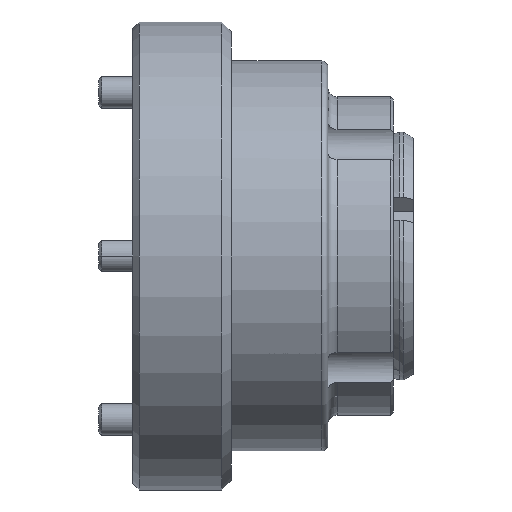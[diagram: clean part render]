
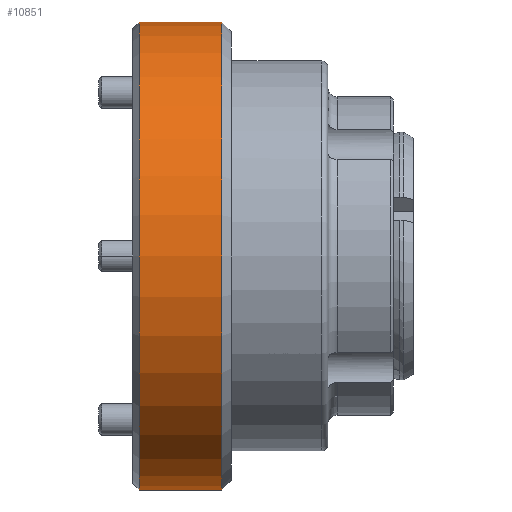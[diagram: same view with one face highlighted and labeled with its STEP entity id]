
A CAD part, front view. The second image highlights one B-rep face of the part: STEP entity #10851.
In plain terms, the highlighted cylindrical face has radius 75 mm (diameter 150 mm), a partial arc.
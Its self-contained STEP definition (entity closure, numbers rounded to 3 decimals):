
#350 = ORIENTED_EDGE ( 'NONE', *, *, #906, .T. ) ;
#626 = DIRECTION ( 'NONE',  ( 1., 0., 0. ) ) ;
#812 = DIRECTION ( 'NONE',  ( 1., 0., 0. ) ) ;
#906 = EDGE_CURVE ( 'NONE', #4326, #10957, #7545, .T. ) ;
#1796 = FACE_OUTER_BOUND ( 'NONE', #7038, .T. ) ;
#2088 = DIRECTION ( 'NONE',  ( 0., 0., 1. ) ) ;
#2611 = VECTOR ( 'NONE', #626, 1000. ) ;
#2660 = ORIENTED_EDGE ( 'NONE', *, *, #7053, .T. ) ;
#3336 = EDGE_CURVE ( 'NONE', #11957, #10957, #5664, .T. ) ;
#3720 = CARTESIAN_POINT ( 'NONE',  ( 100.662, 0., -75. ) ) ;
#4318 = CARTESIAN_POINT ( 'NONE',  ( 28.5, 0., 0. ) ) ;
#4326 = VERTEX_POINT ( 'NONE', #12691 ) ;
#4849 = DIRECTION ( 'NONE',  ( 0., 0., -1. ) ) ;
#5664 = LINE ( 'NONE', #9703, #2611 ) ;
#5847 = CYLINDRICAL_SURFACE ( 'NONE', #6460, 75. ) ;
#6460 = AXIS2_PLACEMENT_3D ( 'NONE', #9888, #812, #4849 ) ;
#7038 = EDGE_LOOP ( 'NONE', ( #12301, #2660, #11004, #350 ) ) ;
#7053 = EDGE_CURVE ( 'NONE', #11957, #9585, #9531, .T. ) ;
#7140 = CARTESIAN_POINT ( 'NONE',  ( 2., 0., 0. ) ) ;
#7508 = CARTESIAN_POINT ( 'NONE',  ( 2., 0., 75. ) ) ;
#7545 = CIRCLE ( 'NONE', #11567, 75. ) ;
#7766 = DIRECTION ( 'NONE',  ( 1., 0., 0. ) ) ;
#8371 = DIRECTION ( 'NONE',  ( -1., 0., 0. ) ) ;
#9531 = CIRCLE ( 'NONE', #11204, 75. ) ;
#9585 = VERTEX_POINT ( 'NONE', #11812 ) ;
#9703 = CARTESIAN_POINT ( 'NONE',  ( 100.662, 0., 75. ) ) ;
#9888 = CARTESIAN_POINT ( 'NONE',  ( 100.662, 0., 0. ) ) ;
#10150 = CARTESIAN_POINT ( 'NONE',  ( 28.5, 0., 75. ) ) ;
#10783 = EDGE_CURVE ( 'NONE', #9585, #4326, #12800, .T. ) ;
#10851 = ADVANCED_FACE ( 'NONE', ( #1796 ), #5847, .T. ) ;
#10957 = VERTEX_POINT ( 'NONE', #10150 ) ;
#11004 = ORIENTED_EDGE ( 'NONE', *, *, #10783, .T. ) ;
#11166 = DIRECTION ( 'NONE',  ( 1., 0., 0. ) ) ;
#11204 = AXIS2_PLACEMENT_3D ( 'NONE', #7140, #11166, #2088 ) ;
#11567 = AXIS2_PLACEMENT_3D ( 'NONE', #4318, #8371, #12409 ) ;
#11691 = VECTOR ( 'NONE', #7766, 1000. ) ;
#11812 = CARTESIAN_POINT ( 'NONE',  ( 2., 0., -75. ) ) ;
#11957 = VERTEX_POINT ( 'NONE', #7508 ) ;
#12301 = ORIENTED_EDGE ( 'NONE', *, *, #3336, .F. ) ;
#12409 = DIRECTION ( 'NONE',  ( 0., 0., -1. ) ) ;
#12691 = CARTESIAN_POINT ( 'NONE',  ( 28.5, 0., -75. ) ) ;
#12800 = LINE ( 'NONE', #3720, #11691 ) ;
